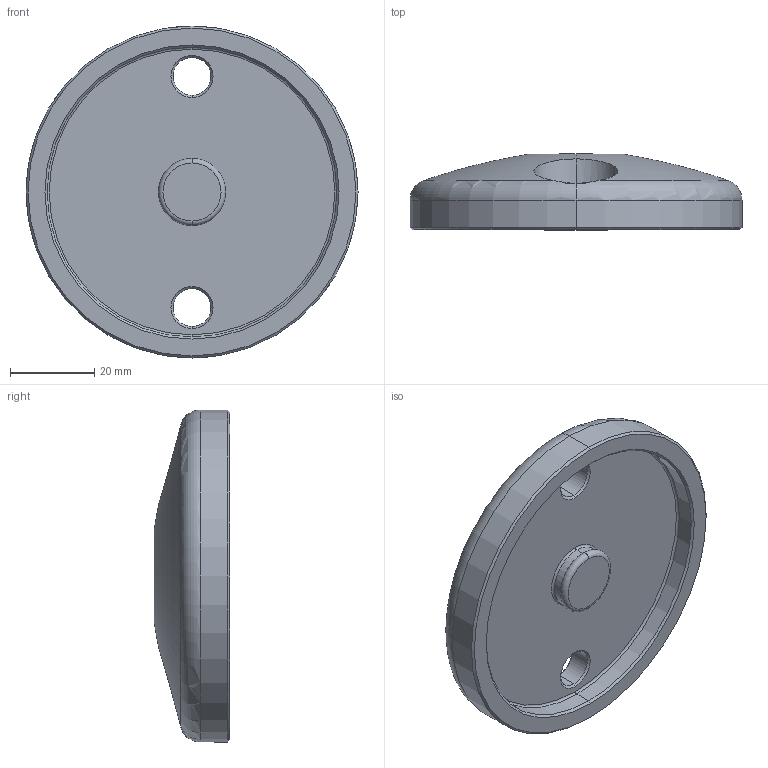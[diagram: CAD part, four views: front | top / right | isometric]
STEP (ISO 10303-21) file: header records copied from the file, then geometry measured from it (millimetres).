
FILE_DESCRIPTION (( 'STEP AP214' ), '1' );
FILE_NAME ('098d080eb.STEP', '2014-08-11T12:28:59', ( '' ), ( '' ), 'SwSTEP 2.0', 'SolidWorks 2014', '' );
FILE_SCHEMA (( 'AUTOMOTIVE_DESIGN' ));
Length unit declared in the file: millimetre
Products named in the file (1): 098d080eb
Bounding box: 79 x 18 x 79 mm (x, y, z)
Volume: 46819.6 mm3; surface area: 14290.1 mm2
Topology: 1 solids, 1 shells, 53 faces, 110 edges, 63 vertices
Faces by surface type: cylinder 18, cone 14, torus 12, plane 7, sphere 2
Entity records: 1638 total; most frequent: CARTESIAN_POINT 431, DIRECTION 282, ORIENTED_EDGE 220, AXIS2_PLACEMENT_3D 126, EDGE_CURVE 110, CIRCLE 72, VERTEX_POINT 63, EDGE_LOOP 61
